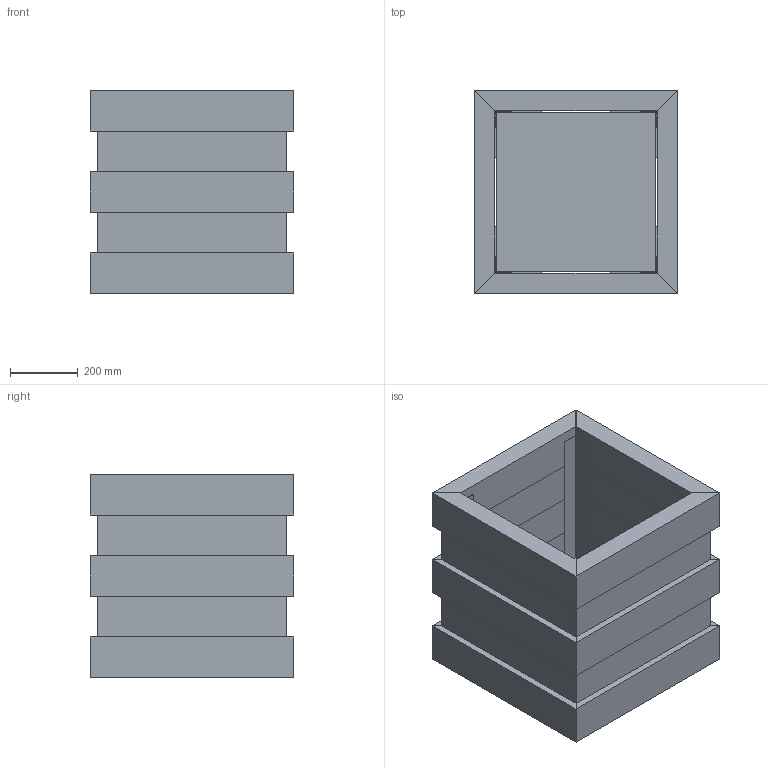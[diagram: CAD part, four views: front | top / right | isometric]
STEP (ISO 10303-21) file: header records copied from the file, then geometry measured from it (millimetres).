
FILE_DESCRIPTION(/* description */ (''),/* implementation_level */ '2;1');
FILE_NAME(/* name */ 'BB Madrid 60x60x60 3D.stp',/* time_stamp */ '2021-10-08T12:58:29+02:00',/* author */ ('vital'),/* organization */ (''),/* preprocessor_version */ 'ST-DEVELOPER v18.1',/* originating_system */ 'Autodesk Inventor 2022',/* authorisation */ '');
FILE_SCHEMA (('AUTOMOTIVE_DESIGN { 1 0 10303 214 3 1 1 }'));
Length unit declared in the file: millimetre
Products named in the file (1): BB Madrid 60x60x60 3D
Bounding box: 600 x 600 x 600 mm (x, y, z)
Volume: 74050797.5 mm3; surface area: 5217337.1 mm2
Topology: 29 solids, 29 shells, 202 faces, 400 edges, 256 vertices
Faces by surface type: plane 194, cylinder 8
Entity records: 5315 total; most frequent: CARTESIAN_POINT 859, DIRECTION 822, ORIENTED_EDGE 800, EDGE_CURVE 400, LINE 384, VECTOR 384, VERTEX_POINT 256, STYLED_ITEM 231
